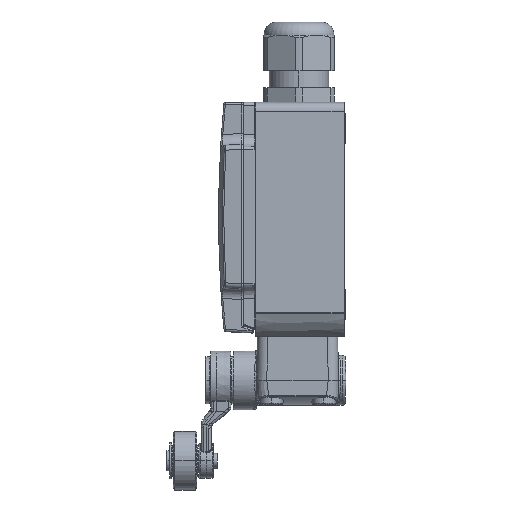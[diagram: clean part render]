
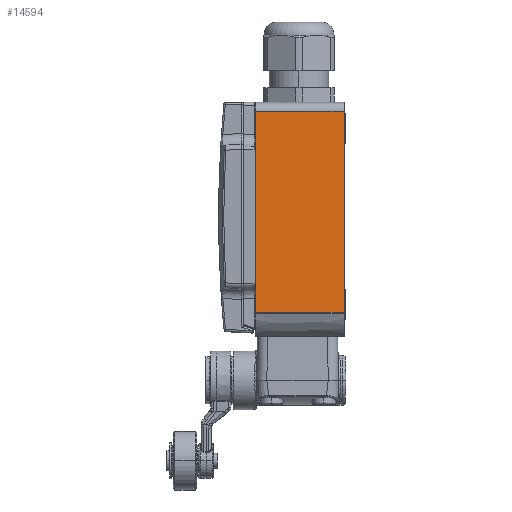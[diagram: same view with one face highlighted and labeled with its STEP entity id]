
A CAD part, left-side view. The second image highlights one B-rep face of the part: STEP entity #14594.
In plain terms, the highlighted planar face has unit normal (-1, -0.018, 0).
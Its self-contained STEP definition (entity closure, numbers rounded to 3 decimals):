
#2477=DIRECTION('',(0.,0.,1.));
#2478=VECTOR('',#2477,45.859);
#2479=CARTESIAN_POINT('',(-20.,30.5,
-22.926));
#2480=LINE('',#2479,#2478);
#2493=DIRECTION('',(0.,0.,-1.));
#2494=VECTOR('',#2493,9.089);
#2495=CARTESIAN_POINT('',(-19.996,30.297,
-23.763));
#2496=LINE('',#2495,#2494);
#2497=CARTESIAN_POINT('',(-20.,30.5,
-22.919));
#2498=CARTESIAN_POINT('',(-20.,30.491,
-22.937));
#2499=CARTESIAN_POINT('',(-20.,30.476,
-22.974));
#2500=CARTESIAN_POINT('',(-20.,30.479,
-23.028));
#2501=CARTESIAN_POINT('',(-19.999,30.451,
-23.09));
#2502=CARTESIAN_POINT('',(-19.999,30.436,
-23.159));
#2503=CARTESIAN_POINT('',(-19.998,30.411,
-23.226));
#2504=CARTESIAN_POINT('',(-19.998,30.387,
-23.302));
#2505=CARTESIAN_POINT('',(-19.998,30.358,
-23.393));
#2506=CARTESIAN_POINT('',(-19.997,30.331,
-23.495));
#2507=CARTESIAN_POINT('',(-19.997,30.311,
-23.589));
#2508=CARTESIAN_POINT('',(-19.996,30.299,
-23.681));
#2509=CARTESIAN_POINT('',(-19.996,30.297,
-23.736));
#2510=CARTESIAN_POINT('',(-19.996,30.297,
-23.763));
#2512=CARTESIAN_POINT('',(-20.,30.502,22.941));
#2513=CARTESIAN_POINT('',(-20.,30.49,22.97));
#2514=CARTESIAN_POINT('',(-19.999,30.47,23.029));
#2515=CARTESIAN_POINT('',(-19.999,30.433,23.118));
#2516=CARTESIAN_POINT('',(-19.998,30.402,23.197));
#2517=CARTESIAN_POINT('',(-19.998,30.374,23.272));
#2518=CARTESIAN_POINT('',(-19.997,30.35,23.344));
#2519=CARTESIAN_POINT('',(-19.997,30.33,23.412));
#2520=CARTESIAN_POINT('',(-19.997,30.315,23.477));
#2521=CARTESIAN_POINT('',(-19.997,30.304,23.538));
#2522=CARTESIAN_POINT('',(-19.996,30.298,23.596));
#2523=CARTESIAN_POINT('',(-19.996,30.297,23.632));
#2524=CARTESIAN_POINT('',(-19.996,30.297,23.65));
#2526=DIRECTION('',(0.,0.,1.));
#2527=VECTOR('',#2526,12.35);
#2528=CARTESIAN_POINT('',(-19.996,30.297,23.65));
#2529=LINE('',#2528,#2527);
#2530=DIRECTION('',(0.017,-1.,0.));
#2531=VECTOR('',#2530,30.203);
#2532=CARTESIAN_POINT('',(-19.996,30.297,36.));
#2533=LINE('',#2532,#2531);
#2534=DIRECTION('',(0.,0.,-1.));
#2535=VECTOR('',#2534,68.771);
#2536=CARTESIAN_POINT('',(-19.469,0.098,
36.));
#2537=LINE('',#2536,#2535);
#2538=CARTESIAN_POINT('',(-19.996,30.297,
-32.852));
#2539=CARTESIAN_POINT('',(-19.938,26.961,
-32.843));
#2540=CARTESIAN_POINT('',(-19.822,20.277,
-32.825));
#2541=CARTESIAN_POINT('',(-19.646,10.211,
-32.799));
#2542=CARTESIAN_POINT('',(-19.528,3.473,
-32.781));
#2543=CARTESIAN_POINT('',(-19.469,0.098,
-32.771));
#3182=CARTESIAN_POINT('',(-19.469,0.098,
36.));
#3220=CARTESIAN_POINT('',(-19.996,30.297,
-32.852));
#11696=VERTEX_POINT('',#3182);
#11699=CARTESIAN_POINT('',(-19.469,0.098,
-32.771));
#11700=VERTEX_POINT('',#11699);
#11829=CARTESIAN_POINT('',(-20.,30.5,
-22.926));
#11830=VERTEX_POINT('',#11829);
#11857=CARTESIAN_POINT('',(-20.,30.505,
22.932));
#11858=VERTEX_POINT('',#11857);
#11861=CARTESIAN_POINT('',(-19.996,30.297,
36.));
#11862=VERTEX_POINT('',#11861);
#11873=CARTESIAN_POINT('',(-19.996,30.297,
23.65));
#11874=VERTEX_POINT('',#11873);
#11912=VERTEX_POINT('',#3220);
#11914=CARTESIAN_POINT('',(-19.996,30.297,
-23.763));
#11915=VERTEX_POINT('',#11914);
#14572=CARTESIAN_POINT('',(-20.,30.5,-33.));
#14573=DIRECTION('',(-1.,-0.017,0.));
#14574=DIRECTION('',(0.,0.,1.));
#14575=AXIS2_PLACEMENT_3D('',#14572,#14573,#14574);
#14576=PLANE('',#14575);
#14578=ORIENTED_EDGE('',*,*,#14577,.F.);
#14580=ORIENTED_EDGE('',*,*,#14579,.F.);
#14581=ORIENTED_EDGE('',*,*,#14561,.T.);
#14583=ORIENTED_EDGE('',*,*,#14582,.T.);
#14585=ORIENTED_EDGE('',*,*,#14584,.T.);
#14587=ORIENTED_EDGE('',*,*,#14586,.T.);
#14589=ORIENTED_EDGE('',*,*,#14588,.T.);
#14591=ORIENTED_EDGE('',*,*,#14590,.F.);
#14592=EDGE_LOOP('',(#14578,#14580,#14581,#14583,#14585,#14587,#14589,#14591));
#14593=FACE_OUTER_BOUND('',#14592,.F.);
#2511=B_SPLINE_CURVE_WITH_KNOTS('',3,(#2497,#2498,#2499,#2500,#2501,#2502,#2503,
#2504,#2505,#2506,#2507,#2508,#2509,#2510),.UNSPECIFIED.,.F.,.F.,(4,1,1,1,1,1,1,
1,1,1,1,4),(0.,0.091,0.182,0.273,
0.364,0.455,0.545,0.636,
0.727,0.818,0.909,1.),.UNSPECIFIED.);
#2525=B_SPLINE_CURVE_WITH_KNOTS('',3,(#2512,#2513,#2514,#2515,#2516,#2517,#2518,
#2519,#2520,#2521,#2522,#2523,#2524),.UNSPECIFIED.,.F.,.F.,(4,1,1,1,1,1,1,1,1,1,
4),(0.,0.1,0.2,0.3,0.4,0.5,0.6,0.7,0.8,0.9,1.),
.UNSPECIFIED.);
#2544=B_SPLINE_CURVE_WITH_KNOTS('',3,(#2538,#2539,#2540,#2541,#2542,#2543),
.UNSPECIFIED.,.F.,.F.,(4,1,1,4),(0.,0.333,0.667,1.),
.UNSPECIFIED.);
#14561=EDGE_CURVE('',#11830,#11858,#2480,.T.);
#14577=EDGE_CURVE('',#11915,#11912,#2496,.T.);
#14579=EDGE_CURVE('',#11830,#11915,#2511,.T.);
#14582=EDGE_CURVE('',#11858,#11874,#2525,.T.);
#14584=EDGE_CURVE('',#11874,#11862,#2529,.T.);
#14586=EDGE_CURVE('',#11862,#11696,#2533,.T.);
#14588=EDGE_CURVE('',#11696,#11700,#2537,.T.);
#14590=EDGE_CURVE('',#11912,#11700,#2544,.T.);
#14594=ADVANCED_FACE('',(#14593),#14576,.T.);
